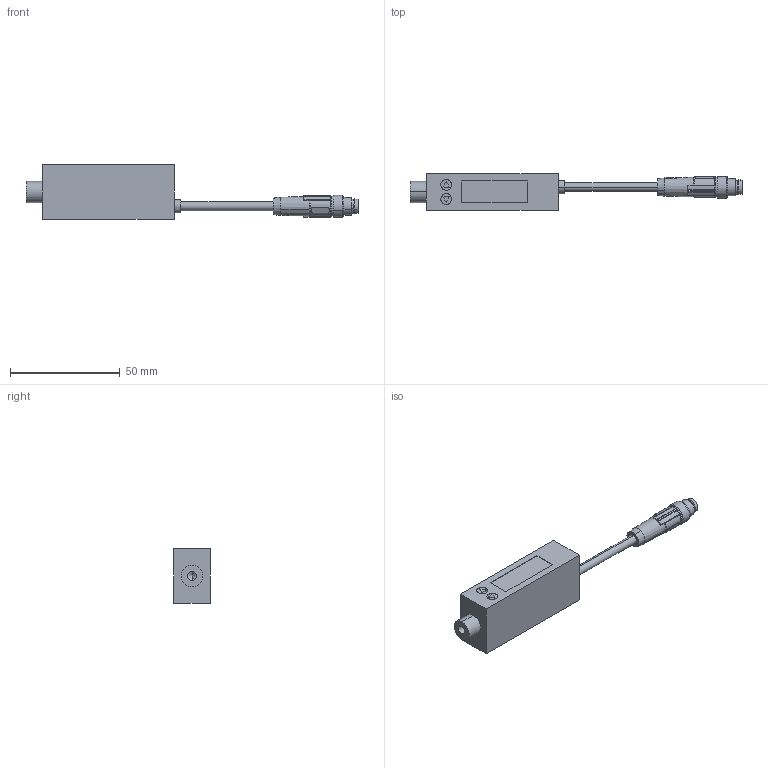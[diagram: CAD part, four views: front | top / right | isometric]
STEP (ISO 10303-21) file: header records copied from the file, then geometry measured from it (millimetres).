
FILE_DESCRIPTION (( 'STEP AP214' ), '1' );
FILE_NAME ('KT-KP30P-01-F3.STEP', '2018-09-17T15:09:02', ( '' ), ( '' ), 'SwSTEP 2.0', 'SolidWorks 2018', '' );
FILE_SCHEMA (( 'AUTOMOTIVE_DESIGN' ));
Length unit declared in the file: millimetre
Products named in the file (1): KT-KP30P-01-F3
Bounding box: 151.2 x 16.5 x 25 mm (x, y, z)
Volume: 27997.7 mm3; surface area: 8283.7 mm2
Topology: 2 solids, 2 shells, 125 faces, 290 edges, 187 vertices
Faces by surface type: cylinder 57, plane 54, cone 12, bspline 2
Entity records: 5071 total; most frequent: CARTESIAN_POINT 754, DIRECTION 630, ORIENTED_EDGE 576, EDGE_CURVE 288, AXIS2_PLACEMENT_3D 246, VERTEX_POINT 187, EDGE_LOOP 145, LINE 138
